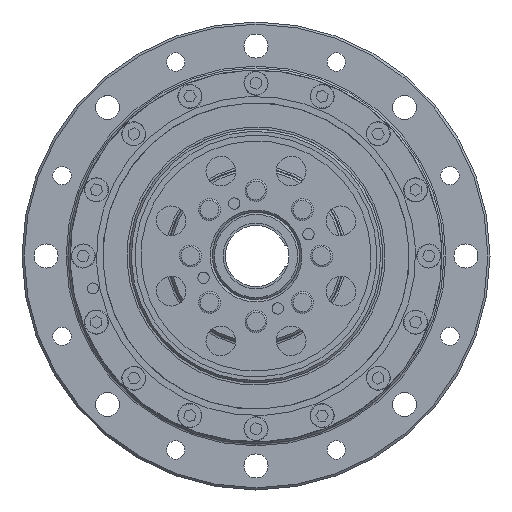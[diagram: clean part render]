
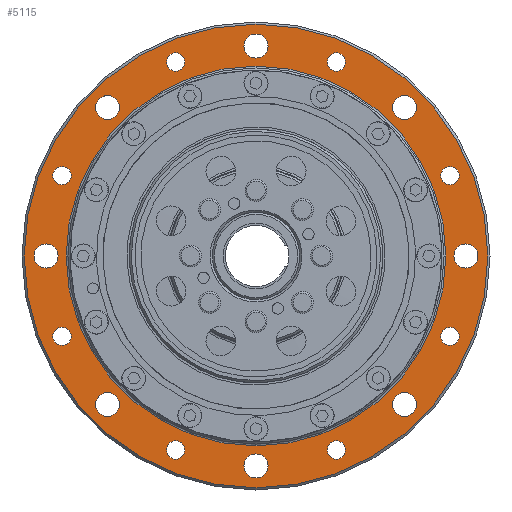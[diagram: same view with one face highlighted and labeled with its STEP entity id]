
A CAD part, left-side view. The second image highlights one B-rep face of the part: STEP entity #5115.
In plain terms, the highlighted planar face has unit normal (-1, 0, 0).
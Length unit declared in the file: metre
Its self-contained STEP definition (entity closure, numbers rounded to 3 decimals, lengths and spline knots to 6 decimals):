
#810=CIRCLE('',#6000,0.053);
#811=CIRCLE('',#6001,0.0434);
#812=CIRCLE('',#6002,0.00275);
#813=CIRCLE('',#6003,0.00275);
#814=CIRCLE('',#6004,0.00275);
#815=CIRCLE('',#6005,0.00275);
#816=CIRCLE('',#6006,0.00275);
#817=CIRCLE('',#6007,0.00275);
#818=CIRCLE('',#6008,0.00275);
#819=CIRCLE('',#6009,0.00275);
#820=CIRCLE('',#6010,0.0021);
#821=CIRCLE('',#6011,0.0021);
#822=CIRCLE('',#6012,0.0021);
#823=CIRCLE('',#6013,0.0021);
#824=CIRCLE('',#6014,0.0021);
#825=CIRCLE('',#6015,0.0021);
#826=CIRCLE('',#6016,0.0021);
#827=CIRCLE('',#6017,0.0021);
#1427=ORIENTED_EDGE('',*,*,#2315,.T.);
#1428=ORIENTED_EDGE('',*,*,#2316,.F.);
#1429=ORIENTED_EDGE('',*,*,#2317,.T.);
#1430=ORIENTED_EDGE('',*,*,#2318,.T.);
#1431=ORIENTED_EDGE('',*,*,#2319,.T.);
#1432=ORIENTED_EDGE('',*,*,#2320,.T.);
#1433=ORIENTED_EDGE('',*,*,#2321,.T.);
#1434=ORIENTED_EDGE('',*,*,#2322,.T.);
#1435=ORIENTED_EDGE('',*,*,#2323,.T.);
#1436=ORIENTED_EDGE('',*,*,#2324,.T.);
#1437=ORIENTED_EDGE('',*,*,#2325,.T.);
#1438=ORIENTED_EDGE('',*,*,#2326,.T.);
#1439=ORIENTED_EDGE('',*,*,#2327,.T.);
#1440=ORIENTED_EDGE('',*,*,#2328,.T.);
#1441=ORIENTED_EDGE('',*,*,#2329,.T.);
#1442=ORIENTED_EDGE('',*,*,#2330,.T.);
#1443=ORIENTED_EDGE('',*,*,#2331,.T.);
#1444=ORIENTED_EDGE('',*,*,#2332,.T.);
#2315=EDGE_CURVE('',#2811,#2811,#810,.T.);
#2316=EDGE_CURVE('',#2812,#2812,#811,.T.);
#2317=EDGE_CURVE('',#2813,#2813,#812,.T.);
#2318=EDGE_CURVE('',#2814,#2814,#813,.T.);
#2319=EDGE_CURVE('',#2815,#2815,#814,.T.);
#2320=EDGE_CURVE('',#2816,#2816,#815,.T.);
#2321=EDGE_CURVE('',#2817,#2817,#816,.T.);
#2322=EDGE_CURVE('',#2818,#2818,#817,.T.);
#2323=EDGE_CURVE('',#2819,#2819,#818,.T.);
#2324=EDGE_CURVE('',#2820,#2820,#819,.T.);
#2325=EDGE_CURVE('',#2821,#2821,#820,.T.);
#2326=EDGE_CURVE('',#2822,#2822,#821,.T.);
#2327=EDGE_CURVE('',#2823,#2823,#822,.T.);
#2328=EDGE_CURVE('',#2824,#2824,#823,.T.);
#2329=EDGE_CURVE('',#2825,#2825,#824,.T.);
#2330=EDGE_CURVE('',#2826,#2826,#825,.T.);
#2331=EDGE_CURVE('',#2827,#2827,#826,.T.);
#2332=EDGE_CURVE('',#2828,#2828,#827,.T.);
#2811=VERTEX_POINT('',#8783);
#2812=VERTEX_POINT('',#8785);
#2813=VERTEX_POINT('',#8787);
#2814=VERTEX_POINT('',#8789);
#2815=VERTEX_POINT('',#8791);
#2816=VERTEX_POINT('',#8793);
#2817=VERTEX_POINT('',#8795);
#2818=VERTEX_POINT('',#8797);
#2819=VERTEX_POINT('',#8799);
#2820=VERTEX_POINT('',#8801);
#2821=VERTEX_POINT('',#8803);
#2822=VERTEX_POINT('',#8805);
#2823=VERTEX_POINT('',#8807);
#2824=VERTEX_POINT('',#8809);
#2825=VERTEX_POINT('',#8811);
#2826=VERTEX_POINT('',#8813);
#2827=VERTEX_POINT('',#8815);
#2828=VERTEX_POINT('',#8817);
#3544=EDGE_LOOP('',(#1427));
#3545=EDGE_LOOP('',(#1428));
#3546=EDGE_LOOP('',(#1429));
#3547=EDGE_LOOP('',(#1430));
#3548=EDGE_LOOP('',(#1431));
#3549=EDGE_LOOP('',(#1432));
#3550=EDGE_LOOP('',(#1433));
#3551=EDGE_LOOP('',(#1434));
#3552=EDGE_LOOP('',(#1435));
#3553=EDGE_LOOP('',(#1436));
#3554=EDGE_LOOP('',(#1437));
#3555=EDGE_LOOP('',(#1438));
#3556=EDGE_LOOP('',(#1439));
#3557=EDGE_LOOP('',(#1440));
#3558=EDGE_LOOP('',(#1441));
#3559=EDGE_LOOP('',(#1442));
#3560=EDGE_LOOP('',(#1443));
#3561=EDGE_LOOP('',(#1444));
#4332=FACE_BOUND('',#3544,.T.);
#4333=FACE_BOUND('',#3545,.T.);
#4334=FACE_BOUND('',#3546,.T.);
#4335=FACE_BOUND('',#3547,.T.);
#4336=FACE_BOUND('',#3548,.T.);
#4337=FACE_BOUND('',#3549,.T.);
#4338=FACE_BOUND('',#3550,.T.);
#4339=FACE_BOUND('',#3551,.T.);
#4340=FACE_BOUND('',#3552,.T.);
#4341=FACE_BOUND('',#3553,.T.);
#4342=FACE_BOUND('',#3554,.T.);
#4343=FACE_BOUND('',#3555,.T.);
#4344=FACE_BOUND('',#3556,.T.);
#4345=FACE_BOUND('',#3557,.T.);
#4346=FACE_BOUND('',#3558,.T.);
#4347=FACE_BOUND('',#3559,.T.);
#4348=FACE_BOUND('',#3560,.T.);
#4349=FACE_BOUND('',#3561,.T.);
#4964=PLANE('',#5999);
#5115=ADVANCED_FACE('',(#4332,#4333,#4334,#4335,#4336,#4337,#4338,#4339,
#4340,#4341,#4342,#4343,#4344,#4345,#4346,#4347,#4348,#4349),#4964,.F.);
#5999=AXIS2_PLACEMENT_3D('',#8781,#7093,#7094);
#6000=AXIS2_PLACEMENT_3D('',#8782,#7095,#7096);
#6001=AXIS2_PLACEMENT_3D('',#8784,#7097,#7098);
#6002=AXIS2_PLACEMENT_3D('',#8786,#7099,#7100);
#6003=AXIS2_PLACEMENT_3D('',#8788,#7101,#7102);
#6004=AXIS2_PLACEMENT_3D('',#8790,#7103,#7104);
#6005=AXIS2_PLACEMENT_3D('',#8792,#7105,#7106);
#6006=AXIS2_PLACEMENT_3D('',#8794,#7107,#7108);
#6007=AXIS2_PLACEMENT_3D('',#8796,#7109,#7110);
#6008=AXIS2_PLACEMENT_3D('',#8798,#7111,#7112);
#6009=AXIS2_PLACEMENT_3D('',#8800,#7113,#7114);
#6010=AXIS2_PLACEMENT_3D('',#8802,#7115,#7116);
#6011=AXIS2_PLACEMENT_3D('',#8804,#7117,#7118);
#6012=AXIS2_PLACEMENT_3D('',#8806,#7119,#7120);
#6013=AXIS2_PLACEMENT_3D('',#8808,#7121,#7122);
#6014=AXIS2_PLACEMENT_3D('',#8810,#7123,#7124);
#6015=AXIS2_PLACEMENT_3D('',#8812,#7125,#7126);
#6016=AXIS2_PLACEMENT_3D('',#8814,#7127,#7128);
#6017=AXIS2_PLACEMENT_3D('',#8816,#7129,#7130);
#7093=DIRECTION('',(1.,0.,0.));
#7094=DIRECTION('',(0.,0.,-1.));
#7095=DIRECTION('',(-1.,0.,0.));
#7096=DIRECTION('',(0.,0.,1.));
#7097=DIRECTION('',(-1.,0.,0.));
#7098=DIRECTION('',(0.,0.,1.));
#7099=DIRECTION('',(1.,0.,0.));
#7100=DIRECTION('',(0.,0.,-1.));
#7101=DIRECTION('',(1.,0.,0.));
#7102=DIRECTION('',(0.,0.,-1.));
#7103=DIRECTION('',(1.,0.,0.));
#7104=DIRECTION('',(0.,0.,-1.));
#7105=DIRECTION('',(1.,0.,0.));
#7106=DIRECTION('',(0.,0.,-1.));
#7107=DIRECTION('',(1.,0.,0.));
#7108=DIRECTION('',(0.,0.,-1.));
#7109=DIRECTION('',(1.,0.,0.));
#7110=DIRECTION('',(0.,0.,-1.));
#7111=DIRECTION('',(1.,0.,0.));
#7112=DIRECTION('',(0.,0.,-1.));
#7113=DIRECTION('',(1.,0.,0.));
#7114=DIRECTION('',(0.,0.,-1.));
#7115=DIRECTION('',(1.,0.,0.));
#7116=DIRECTION('',(0.,0.,-1.));
#7117=DIRECTION('',(1.,0.,0.));
#7118=DIRECTION('',(0.,0.,-1.));
#7119=DIRECTION('',(1.,0.,0.));
#7120=DIRECTION('',(0.,0.,-1.));
#7121=DIRECTION('',(1.,0.,0.));
#7122=DIRECTION('',(0.,0.,-1.));
#7123=DIRECTION('',(1.,0.,0.));
#7124=DIRECTION('',(0.,0.,-1.));
#7125=DIRECTION('',(1.,0.,0.));
#7126=DIRECTION('',(0.,0.,-1.));
#7127=DIRECTION('',(1.,0.,0.));
#7128=DIRECTION('',(0.,0.,-1.));
#7129=DIRECTION('',(1.,0.,0.));
#7130=DIRECTION('',(0.,0.,-1.));
#8781=CARTESIAN_POINT('',(0.024,0.0434,0.));
#8782=CARTESIAN_POINT('',(0.024,0.,0.));
#8783=CARTESIAN_POINT('',(0.024,0.,0.053));
#8784=CARTESIAN_POINT('',(0.024,0.,0.));
#8785=CARTESIAN_POINT('',(0.024,0.,0.0434));
#8786=CARTESIAN_POINT('',(0.024,0.048,0.));
#8787=CARTESIAN_POINT('',(0.024,0.048,-0.00275));
#8788=CARTESIAN_POINT('',(0.024,0.033941,-0.033941));
#8789=CARTESIAN_POINT('',(0.024,0.033941,-0.036691));
#8790=CARTESIAN_POINT('',(0.024,0.,-0.048));
#8791=CARTESIAN_POINT('',(0.024,0.,-0.05075));
#8792=CARTESIAN_POINT('',(0.024,-0.033941,-0.033941));
#8793=CARTESIAN_POINT('',(0.024,-0.033941,-0.036691));
#8794=CARTESIAN_POINT('',(0.024,-0.048,0.));
#8795=CARTESIAN_POINT('',(0.024,-0.048,-0.00275));
#8796=CARTESIAN_POINT('',(0.024,-0.033941,0.033941));
#8797=CARTESIAN_POINT('',(0.024,-0.033941,0.031191));
#8798=CARTESIAN_POINT('',(0.024,0.,0.048));
#8799=CARTESIAN_POINT('',(0.024,0.,0.04525));
#8800=CARTESIAN_POINT('',(0.024,0.033941,0.033941));
#8801=CARTESIAN_POINT('',(0.024,0.033941,0.031191));
#8802=CARTESIAN_POINT('',(0.024,0.044346,-0.018369));
#8803=CARTESIAN_POINT('',(0.024,0.044346,-0.020469));
#8804=CARTESIAN_POINT('',(0.024,0.018369,-0.044346));
#8805=CARTESIAN_POINT('',(0.024,0.018369,-0.046446));
#8806=CARTESIAN_POINT('',(0.024,-0.018369,-0.044346));
#8807=CARTESIAN_POINT('',(0.024,-0.018369,-0.046446));
#8808=CARTESIAN_POINT('',(0.024,-0.044346,-0.018369));
#8809=CARTESIAN_POINT('',(0.024,-0.044346,-0.020469));
#8810=CARTESIAN_POINT('',(0.024,-0.044346,0.018369));
#8811=CARTESIAN_POINT('',(0.024,-0.044346,0.016269));
#8812=CARTESIAN_POINT('',(0.024,-0.018369,0.044346));
#8813=CARTESIAN_POINT('',(0.024,-0.018369,0.042246));
#8814=CARTESIAN_POINT('',(0.024,0.018369,0.044346));
#8815=CARTESIAN_POINT('',(0.024,0.018369,0.042246));
#8816=CARTESIAN_POINT('',(0.024,0.044346,0.018369));
#8817=CARTESIAN_POINT('',(0.024,0.044346,0.016269));
